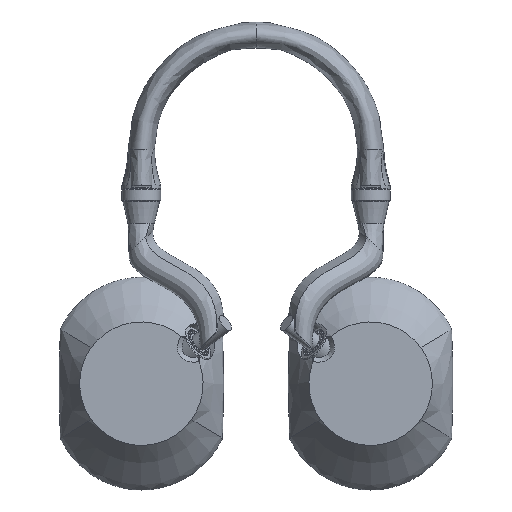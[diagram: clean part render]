
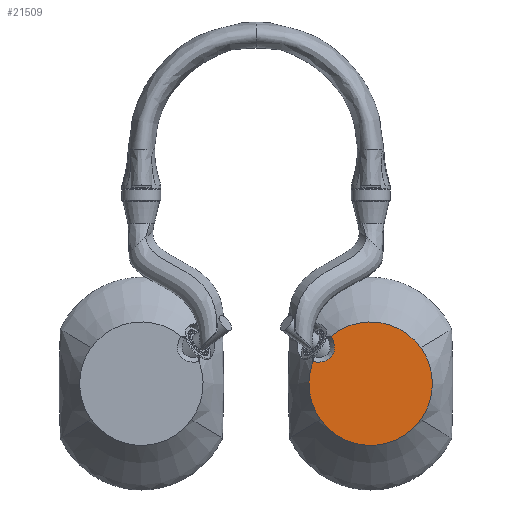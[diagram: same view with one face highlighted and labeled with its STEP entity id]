
A CAD part, top view. The second image highlights one B-rep face of the part: STEP entity #21509.
In plain terms, the highlighted planar face has unit normal (0, 0, 1).
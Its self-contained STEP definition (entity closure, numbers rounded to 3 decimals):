
#331=B_SPLINE_CURVE_WITH_KNOTS('',3,(#32178,#32179,#32180,#32181,#32182,
#32183,#32184,#32185,#32186,#32187,#32188,#32189,#32190,#32191,#32192,#32193,
#32194,#32195,#32196),.UNSPECIFIED.,.F.,.F.,(4,3,3,3,3,3,4),(0.,0.335,
0.67,1.005,1.339,1.674,2.344),
 .UNSPECIFIED.);
#1561=CIRCLE('',#23083,2.517);
#1562=CIRCLE('',#23087,2.517);
#1563=CIRCLE('',#23088,35.);
#1576=CIRCLE('',#23121,35.);
#1578=CIRCLE('',#23125,35.);
#1579=CIRCLE('',#23126,35.);
#2793=FACE_OUTER_BOUND('',#4102,.T.);
#4102=EDGE_LOOP('',(#16056,#16057,#16058,#16059,#16060,#16061,#16062));
#9336=VERTEX_POINT('',#32124);
#9337=VERTEX_POINT('',#32135);
#9338=VERTEX_POINT('',#32177);
#9342=VERTEX_POINT('',#32216);
#9343=VERTEX_POINT('',#32284);
#9399=VERTEX_POINT('',#33682);
#9401=VERTEX_POINT('',#33693);
#11762=EDGE_CURVE('',#9336,#9337,#1561,.T.);
#11763=EDGE_CURVE('',#9337,#9338,#331,.T.);
#11770=EDGE_CURVE('',#9338,#9342,#1562,.T.);
#11771=EDGE_CURVE('',#9343,#9336,#1563,.T.);
#11874=EDGE_CURVE('',#9342,#9399,#1576,.T.);
#11877=EDGE_CURVE('',#9399,#9401,#1578,.T.);
#11878=EDGE_CURVE('',#9401,#9343,#1579,.T.);
#16056=ORIENTED_EDGE('',*,*,#11770,.T.);
#16057=ORIENTED_EDGE('',*,*,#11874,.T.);
#16058=ORIENTED_EDGE('',*,*,#11877,.T.);
#16059=ORIENTED_EDGE('',*,*,#11878,.T.);
#16060=ORIENTED_EDGE('',*,*,#11771,.T.);
#16061=ORIENTED_EDGE('',*,*,#11762,.T.);
#16062=ORIENTED_EDGE('',*,*,#11763,.T.);
#20768=PLANE('',#23124);
#21509=ADVANCED_FACE('',(#2793),#20768,.T.);
#23083=AXIS2_PLACEMENT_3D('',#32140,#25944,#25945);
#23087=AXIS2_PLACEMENT_3D('',#32227,#25953,#25954);
#23088=AXIS2_PLACEMENT_3D('',#32285,#25955,#25956);
#23121=AXIS2_PLACEMENT_3D('',#33687,#26075,#26076);
#23124=AXIS2_PLACEMENT_3D('',#33692,#26082,#26083);
#23125=AXIS2_PLACEMENT_3D('',#33694,#26084,#26085);
#23126=AXIS2_PLACEMENT_3D('',#33695,#26086,#26087);
#25944=DIRECTION('center_axis',(0.,0.,
-1.));
#25945=DIRECTION('ref_axis',(0.902,0.432,0.));
#25953=DIRECTION('center_axis',(0.,0.,
-1.));
#25954=DIRECTION('ref_axis',(-0.908,0.419,0.));
#25955=DIRECTION('center_axis',(0.,0.,1.));
#25956=DIRECTION('ref_axis',(1.,0.,0.));
#26075=DIRECTION('center_axis',(0.,0.,1.));
#26076=DIRECTION('ref_axis',(1.,0.,0.));
#26082=DIRECTION('center_axis',(0.,0.,
1.));
#26083=DIRECTION('ref_axis',(1.,0.,0.));
#26084=DIRECTION('center_axis',(0.,0.,1.));
#26085=DIRECTION('ref_axis',(1.,0.,0.));
#26086=DIRECTION('center_axis',(0.,0.,1.));
#26087=DIRECTION('ref_axis',(1.,0.,0.));
#32124=CARTESIAN_POINT('',(-22.256,27.012,28.892));
#32135=CARTESIAN_POINT('',(-22.179,26.864,28.892));
#32140=CARTESIAN_POINT('Origin',(-24.45,25.778,28.892));
#32177=CARTESIAN_POINT('',(-32.562,12.381,28.892));
#32178=CARTESIAN_POINT('Ctrl Pts',(-22.179,26.864,28.892));
#32179=CARTESIAN_POINT('Ctrl Pts',(-21.632,25.721,28.892));
#32180=CARTESIAN_POINT('Ctrl Pts',(-21.207,24.592,28.892));
#32181=CARTESIAN_POINT('Ctrl Pts',(-20.92,23.481,28.892));
#32182=CARTESIAN_POINT('Ctrl Pts',(-20.633,22.371,28.892));
#32183=CARTESIAN_POINT('Ctrl Pts',(-20.485,21.278,28.892));
#32184=CARTESIAN_POINT('Ctrl Pts',(-20.51,20.203,28.892));
#32185=CARTESIAN_POINT('Ctrl Pts',(-20.536,19.128,28.892));
#32186=CARTESIAN_POINT('Ctrl Pts',(-20.735,18.071,28.892));
#32187=CARTESIAN_POINT('Ctrl Pts',(-21.151,17.1,28.892));
#32188=CARTESIAN_POINT('Ctrl Pts',(-21.567,16.129,28.892));
#32189=CARTESIAN_POINT('Ctrl Pts',(-22.201,15.244,28.892));
#32190=CARTESIAN_POINT('Ctrl Pts',(-22.986,14.539,28.892));
#32191=CARTESIAN_POINT('Ctrl Pts',(-23.771,13.834,28.892));
#32192=CARTESIAN_POINT('Ctrl Pts',(-24.707,13.308,28.892));
#32193=CARTESIAN_POINT('Ctrl Pts',(-25.717,12.938,28.892));
#32194=CARTESIAN_POINT('Ctrl Pts',(-27.735,12.197,28.892));
#32195=CARTESIAN_POINT('Ctrl Pts',(-30.046,12.079,28.892));
#32196=CARTESIAN_POINT('Ctrl Pts',(-32.562,12.381,28.892));
#32216=CARTESIAN_POINT('',(-32.727,12.407,28.892));
#32227=CARTESIAN_POINT('Origin',(-32.263,14.881,28.892));
#32284=CARTESIAN_POINT('',(28.445,20.393,28.892));
#32285=CARTESIAN_POINT('Origin',(0.,0.,28.892));
#33682=CARTESIAN_POINT('',(-28.445,-20.393,28.892));
#33687=CARTESIAN_POINT('Origin',(0.,0.,28.892));
#33692=CARTESIAN_POINT('Origin',(0.,0.,
28.892));
#33693=CARTESIAN_POINT('',(28.445,-20.393,28.892));
#33694=CARTESIAN_POINT('Origin',(0.,0.,28.892));
#33695=CARTESIAN_POINT('Origin',(0.,0.,28.892));
